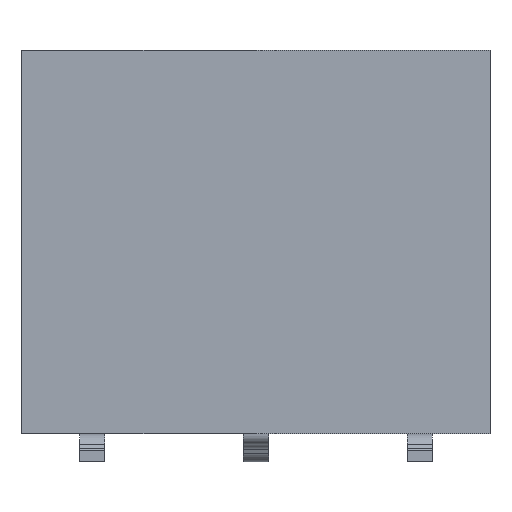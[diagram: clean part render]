
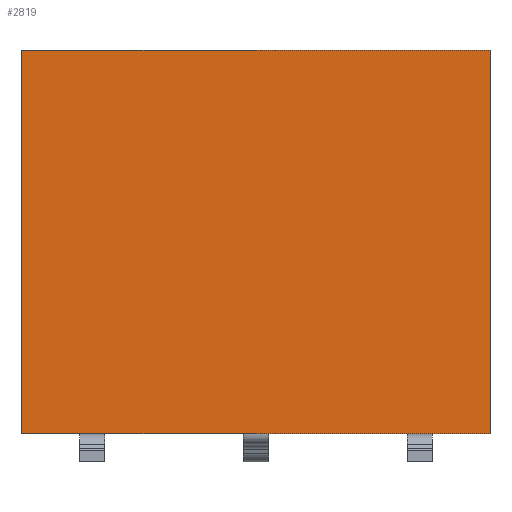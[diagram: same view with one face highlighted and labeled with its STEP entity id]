
A CAD part, left-side view. The second image highlights one B-rep face of the part: STEP entity #2819.
In plain terms, the highlighted free-form (B-spline) face has degree [1, 1] with [2, 2] control points.
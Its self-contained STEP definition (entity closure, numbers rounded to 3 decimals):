
#2712=CARTESIAN_POINT('',(-6.35,6.35,11.176));
#2713=VERTEX_POINT('',#2712);
#2720=CARTESIAN_POINT('',(-6.35,-6.35,11.176));
#2721=VERTEX_POINT('',#2720);
#2722=CARTESIAN_POINT('',(-6.35,-6.35,11.176));
#2723=DIRECTION('',(0.0,1.0,0.0));
#2724=VECTOR('',#2723,12.7);
#2725=LINE('',#2722,#2724);
#2726=EDGE_CURVE('',#2721,#2713,#2725,.T.);
#2756=CARTESIAN_POINT('',(-6.35,-6.35,0.762));
#2757=VERTEX_POINT('',#2756);
#2764=CARTESIAN_POINT('',(-6.35,6.35,0.762));
#2765=VERTEX_POINT('',#2764);
#2766=CARTESIAN_POINT('',(-6.35,6.35,0.762));
#2767=DIRECTION('',(0.0,-1.0,0.0));
#2768=VECTOR('',#2767,12.7);
#2769=LINE('',#2766,#2768);
#2770=EDGE_CURVE('',#2765,#2757,#2769,.T.);
#2786=CARTESIAN_POINT('',(-6.35,6.35,11.176));
#2787=DIRECTION('',(0.0,0.0,-1.0));
#2788=VECTOR('',#2787,10.414);
#2789=LINE('',#2786,#2788);
#2790=EDGE_CURVE('',#2713,#2765,#2789,.T.);
#2803=CARTESIAN_POINT('',(-6.35,-6.35,11.176));
#2804=CARTESIAN_POINT('',(-6.35,-6.35,0.762));
#2805=CARTESIAN_POINT('',(-6.35,6.35,11.176));
#2806=CARTESIAN_POINT('',(-6.35,6.35,0.762));
#2807=B_SPLINE_SURFACE_WITH_KNOTS('',1,1,((#2803,#2805),(#2804,#2806)),.UNSPECIFIED.,.F.,.F.,.U.,(2,2),(2,2),(0.0,10.414),(0.0,12.7),.UNSPECIFIED.);
#2808=CARTESIAN_POINT('',(-6.35,-6.35,11.176));
#2809=DIRECTION('',(0.0,0.0,-1.0));
#2810=VECTOR('',#2809,10.414);
#2811=LINE('',#2808,#2810);
#2812=EDGE_CURVE('',#2721,#2757,#2811,.T.);
#2813=ORIENTED_EDGE('',*,*,#2812,.F.);
#2814=ORIENTED_EDGE('',*,*,#2726,.T.);
#2815=ORIENTED_EDGE('',*,*,#2790,.T.);
#2816=ORIENTED_EDGE('',*,*,#2770,.T.);
#2817=EDGE_LOOP('',(#2813,#2814,#2815,#2816));
#2818=FACE_OUTER_BOUND('',#2817,.T.);
#2819=ADVANCED_FACE('',(#2818),#2807,.F.);
